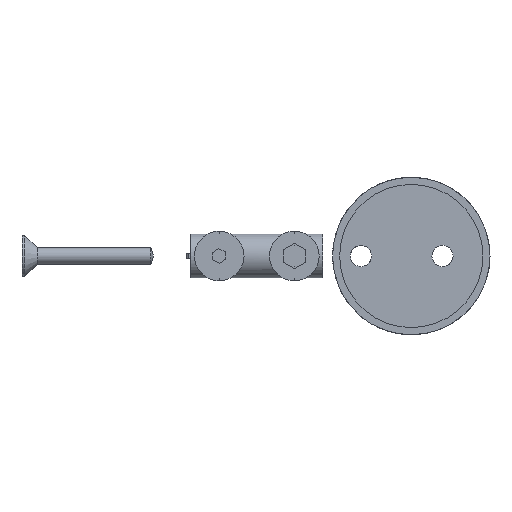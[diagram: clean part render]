
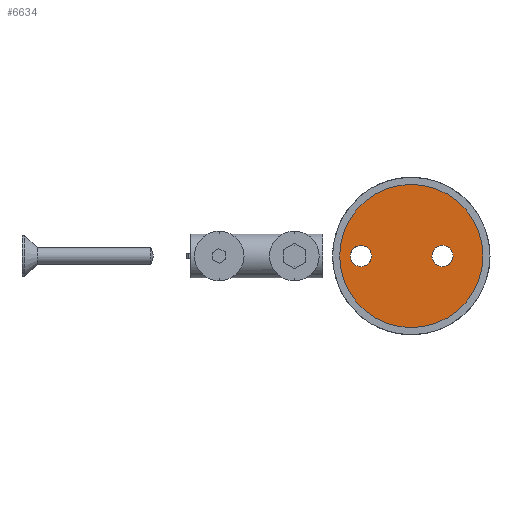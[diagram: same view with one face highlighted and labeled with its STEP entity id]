
A CAD part, front view. The second image highlights one B-rep face of the part: STEP entity #6634.
In plain terms, the highlighted planar face has unit normal (0, -1, 0).
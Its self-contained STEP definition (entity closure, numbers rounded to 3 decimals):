
#204 = VERTEX_POINT ( 'NONE', #3763 ) ;
#233 = DIRECTION ( 'NONE',  ( -1., 0., 0. ) ) ;
#372 = AXIS2_PLACEMENT_3D ( 'NONE', #3662, #4806, #529 ) ;
#425 = ORIENTED_EDGE ( 'NONE', *, *, #4696, .F. ) ;
#472 = VERTEX_POINT ( 'NONE', #492 ) ;
#492 = CARTESIAN_POINT ( 'NONE',  ( 20.2, 7.524, 0. ) ) ;
#529 = DIRECTION ( 'NONE',  ( -1., 0., 0. ) ) ;
#1096 = VERTEX_POINT ( 'NONE', #7597 ) ;
#1314 = CIRCLE ( 'NONE', #3136, 3. ) ;
#1333 = EDGE_CURVE ( 'NONE', #1096, #4640, #1314, .T. ) ;
#1621 = EDGE_CURVE ( 'NONE', #204, #9658, #12658, .T. ) ;
#1645 = ORIENTED_EDGE ( 'NONE', *, *, #13210, .T. ) ;
#1784 = DIRECTION ( 'NONE',  ( 0., 1., 0. ) ) ;
#1850 = AXIS2_PLACEMENT_3D ( 'NONE', #11872, #4567, #233 ) ;
#2003 = EDGE_CURVE ( 'NONE', #9658, #204, #4828, .T. ) ;
#2067 = ORIENTED_EDGE ( 'NONE', *, *, #1621, .T. ) ;
#2069 = CIRCLE ( 'NONE', #1850, 20.2 ) ;
#2549 = AXIS2_PLACEMENT_3D ( 'NONE', #8639, #4288, #6499 ) ;
#3136 = AXIS2_PLACEMENT_3D ( 'NONE', #11220, #4889, #7110 ) ;
#3270 = ORIENTED_EDGE ( 'NONE', *, *, #2003, .T. ) ;
#3320 = CIRCLE ( 'NONE', #372, 3. ) ;
#3662 = CARTESIAN_POINT ( 'NONE',  ( 8.8, 7.524, 0. ) ) ;
#3755 = FACE_OUTER_BOUND ( 'NONE', #4467, .T. ) ;
#3763 = CARTESIAN_POINT ( 'NONE',  ( -11.2, 7.524, 0. ) ) ;
#3930 = DIRECTION ( 'NONE',  ( -1., 0., 0. ) ) ;
#4288 = DIRECTION ( 'NONE',  ( 0., 1., 0. ) ) ;
#4467 = EDGE_LOOP ( 'NONE', ( #425, #12650 ) ) ;
#4567 = DIRECTION ( 'NONE',  ( 0., 1., 0. ) ) ;
#4640 = VERTEX_POINT ( 'NONE', #13230 ) ;
#4696 = EDGE_CURVE ( 'NONE', #9708, #472, #10749, .T. ) ;
#4806 = DIRECTION ( 'NONE',  ( 0., 1., 0. ) ) ;
#4828 = CIRCLE ( 'NONE', #2549, 3. ) ;
#4889 = DIRECTION ( 'NONE',  ( 0., 1., 0. ) ) ;
#5704 = DIRECTION ( 'NONE',  ( 0., 1., 0. ) ) ;
#6026 = FACE_BOUND ( 'NONE', #9962, .T. ) ;
#6499 = DIRECTION ( 'NONE',  ( -1., 0., 0. ) ) ;
#6634 = ADVANCED_FACE ( 'NONE', ( #6026, #9181, #3755 ), #12279, .F. ) ;
#6787 = CARTESIAN_POINT ( 'NONE',  ( 0., 7.524, 0. ) ) ;
#7073 = CARTESIAN_POINT ( 'NONE',  ( -14.2, 7.524, 0. ) ) ;
#7110 = DIRECTION ( 'NONE',  ( -1., 0., 0. ) ) ;
#7274 = AXIS2_PLACEMENT_3D ( 'NONE', #10372, #12415, #11360 ) ;
#7597 = CARTESIAN_POINT ( 'NONE',  ( 11.8, 7.524, 0. ) ) ;
#8224 = AXIS2_PLACEMENT_3D ( 'NONE', #7073, #1784, #3930 ) ;
#8639 = CARTESIAN_POINT ( 'NONE',  ( -14.2, 7.524, 0. ) ) ;
#9181 = FACE_BOUND ( 'NONE', #9427, .T. ) ;
#9427 = EDGE_LOOP ( 'NONE', ( #13276, #1645 ) ) ;
#9658 = VERTEX_POINT ( 'NONE', #10452 ) ;
#9708 = VERTEX_POINT ( 'NONE', #11632 ) ;
#9962 = EDGE_LOOP ( 'NONE', ( #2067, #3270 ) ) ;
#10058 = DIRECTION ( 'NONE',  ( -1., 0., 0. ) ) ;
#10372 = CARTESIAN_POINT ( 'NONE',  ( 0., 7.524, 0. ) ) ;
#10452 = CARTESIAN_POINT ( 'NONE',  ( -17.2, 7.524, 0. ) ) ;
#10526 = EDGE_CURVE ( 'NONE', #472, #9708, #2069, .T. ) ;
#10749 = CIRCLE ( 'NONE', #12563, 20.2 ) ;
#11220 = CARTESIAN_POINT ( 'NONE',  ( 8.8, 7.524, 0. ) ) ;
#11360 = DIRECTION ( 'NONE',  ( -1., 0., 0. ) ) ;
#11632 = CARTESIAN_POINT ( 'NONE',  ( -20.2, 7.524, 0. ) ) ;
#11872 = CARTESIAN_POINT ( 'NONE',  ( 0., 7.524, 0. ) ) ;
#12279 = PLANE ( 'NONE',  #7274 ) ;
#12415 = DIRECTION ( 'NONE',  ( 0., 1., 0. ) ) ;
#12563 = AXIS2_PLACEMENT_3D ( 'NONE', #6787, #5704, #10058 ) ;
#12650 = ORIENTED_EDGE ( 'NONE', *, *, #10526, .F. ) ;
#12658 = CIRCLE ( 'NONE', #8224, 3. ) ;
#13210 = EDGE_CURVE ( 'NONE', #4640, #1096, #3320, .T. ) ;
#13230 = CARTESIAN_POINT ( 'NONE',  ( 5.8, 7.524, 0. ) ) ;
#13276 = ORIENTED_EDGE ( 'NONE', *, *, #1333, .T. ) ;
